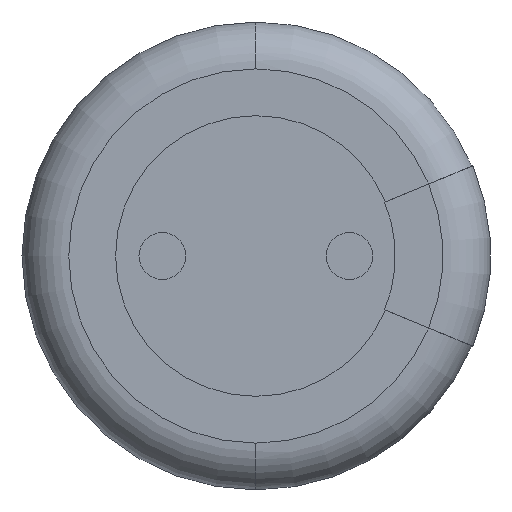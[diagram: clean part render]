
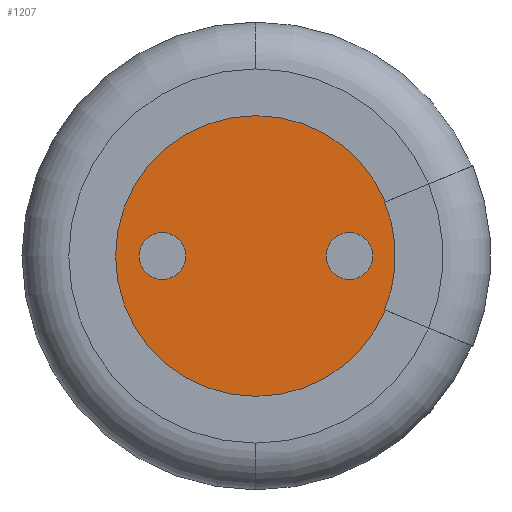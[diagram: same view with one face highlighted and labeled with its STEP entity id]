
A CAD part, front view. The second image highlights one B-rep face of the part: STEP entity #1207.
In plain terms, the highlighted planar face has unit normal (0, -1, 0).
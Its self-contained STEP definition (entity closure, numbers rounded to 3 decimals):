
#24 = EDGE_CURVE ( 'NONE', #668, #1079, #1712, .T. ) ;
#55 = DIRECTION ( 'NONE',  ( 0., 0., -1. ) ) ;
#85 = DIRECTION ( 'NONE',  ( 0., 0., -1. ) ) ;
#95 = AXIS2_PLACEMENT_3D ( 'NONE', #261, #1627, #457 ) ;
#100 = ORIENTED_EDGE ( 'NONE', *, *, #1767, .T. ) ;
#115 = CARTESIAN_POINT ( 'NONE',  ( 1.376, 0.3, -0.574 ) ) ;
#122 = CIRCLE ( 'NONE', #1229, 1.5 ) ;
#127 = CARTESIAN_POINT ( 'NONE',  ( -0.001, 0.3, 0.004 ) ) ;
#163 = EDGE_LOOP ( 'NONE', ( #601, #259 ) ) ;
#164 = FACE_OUTER_BOUND ( 'NONE', #2091, .T. ) ;
#200 = ORIENTED_EDGE ( 'NONE', *, *, #1896, .T. ) ;
#214 = LINE ( 'NONE', #127, #2228 ) ;
#220 = VERTEX_POINT ( 'NONE', #115 ) ;
#259 = ORIENTED_EDGE ( 'NONE', *, *, #1422, .F. ) ;
#261 = CARTESIAN_POINT ( 'NONE',  ( -1., 0.3, 0. ) ) ;
#280 = ORIENTED_EDGE ( 'NONE', *, *, #495, .T. ) ;
#282 = AXIS2_PLACEMENT_3D ( 'NONE', #1667, #498, #1861 ) ;
#299 = AXIS2_PLACEMENT_3D ( 'NONE', #417, #1782, #617 ) ;
#303 = CARTESIAN_POINT ( 'NONE',  ( -1., 0.3, 0.25 ) ) ;
#341 = DIRECTION ( 'NONE',  ( -0.924, 0., 0.383 ) ) ;
#417 = CARTESIAN_POINT ( 'NONE',  ( 0., 0.3, 0. ) ) ;
#425 = CARTESIAN_POINT ( 'NONE',  ( -1., 0.3, -0.25 ) ) ;
#445 = DIRECTION ( 'NONE',  ( 0., -1., 0. ) ) ;
#457 = DIRECTION ( 'NONE',  ( 0., 0., -1. ) ) ;
#462 = CIRCLE ( 'NONE', #497, 1.5 ) ;
#495 = EDGE_CURVE ( 'NONE', #1938, #1819, #2287, .T. ) ;
#497 = AXIS2_PLACEMENT_3D ( 'NONE', #2424, #1259, #85 ) ;
#498 = DIRECTION ( 'NONE',  ( 0., -1., 0. ) ) ;
#524 = DIRECTION ( 'NONE',  ( -0.924, 0., -0.383 ) ) ;
#528 = CIRCLE ( 'NONE', #95, 0.25 ) ;
#578 = VERTEX_POINT ( 'NONE', #425 ) ;
#601 = ORIENTED_EDGE ( 'NONE', *, *, #1651, .F. ) ;
#610 = CARTESIAN_POINT ( 'NONE',  ( 0., 0.3, 0. ) ) ;
#612 = CARTESIAN_POINT ( 'NONE',  ( 1., 0.3, 0.25 ) ) ;
#617 = DIRECTION ( 'NONE',  ( 0., 0., -1. ) ) ;
#659 = CIRCLE ( 'NONE', #282, 0.25 ) ;
#668 = VERTEX_POINT ( 'NONE', #612 ) ;
#713 = CARTESIAN_POINT ( 'NONE',  ( 1.376, 0.3, 0.574 ) ) ;
#733 = AXIS2_PLACEMENT_3D ( 'NONE', #1150, #2509, #1347 ) ;
#741 = EDGE_CURVE ( 'NONE', #220, #1355, #2488, .T. ) ;
#785 = VERTEX_POINT ( 'NONE', #1211 ) ;
#793 = AXIS2_PLACEMENT_3D ( 'NONE', #1612, #445, #1808 ) ;
#799 = DIRECTION ( 'NONE',  ( 0., 0., -1. ) ) ;
#828 = DIRECTION ( 'NONE',  ( 0., -1., 0. ) ) ;
#831 = LINE ( 'NONE', #1725, #2324 ) ;
#888 = EDGE_CURVE ( 'NONE', #1079, #668, #659, .T. ) ;
#917 = CARTESIAN_POINT ( 'NONE',  ( 0., 0.3, 1.5 ) ) ;
#943 = ORIENTED_EDGE ( 'NONE', *, *, #2109, .F. ) ;
#1079 = VERTEX_POINT ( 'NONE', #2114 ) ;
#1120 = ORIENTED_EDGE ( 'NONE', *, *, #24, .F. ) ;
#1139 = FACE_BOUND ( 'NONE', #1426, .T. ) ;
#1150 = CARTESIAN_POINT ( 'NONE',  ( -1., 0.3, 0. ) ) ;
#1166 = ORIENTED_EDGE ( 'NONE', *, *, #1413, .T. ) ;
#1200 = FACE_BOUND ( 'NONE', #163, .T. ) ;
#1207 = ADVANCED_FACE ( 'NONE', ( #164, #1200, #1139 ), #1956, .T. ) ;
#1211 = CARTESIAN_POINT ( 'NONE',  ( 1.384, 0.3, -0.578 ) ) ;
#1222 = CARTESIAN_POINT ( 'NONE',  ( 0., 0.3, -1.5 ) ) ;
#1229 = AXIS2_PLACEMENT_3D ( 'NONE', #2395, #1230, #55 ) ;
#1230 = DIRECTION ( 'NONE',  ( 0., -1., 0. ) ) ;
#1259 = DIRECTION ( 'NONE',  ( 0., -1., 0. ) ) ;
#1347 = DIRECTION ( 'NONE',  ( 0., 0., -1. ) ) ;
#1355 = VERTEX_POINT ( 'NONE', #713 ) ;
#1413 = EDGE_CURVE ( 'NONE', #785, #220, #831, .T. ) ;
#1422 = EDGE_CURVE ( 'NONE', #578, #2369, #1628, .T. ) ;
#1426 = EDGE_LOOP ( 'NONE', ( #1120, #2130 ) ) ;
#1433 = CARTESIAN_POINT ( 'NONE',  ( 1.384, 0.3, 0.578 ) ) ;
#1611 = ORIENTED_EDGE ( 'NONE', *, *, #741, .T. ) ;
#1612 = CARTESIAN_POINT ( 'NONE',  ( 1., 0.3, 0. ) ) ;
#1627 = DIRECTION ( 'NONE',  ( 0., -1., 0. ) ) ;
#1628 = CIRCLE ( 'NONE', #733, 0.25 ) ;
#1641 = VERTEX_POINT ( 'NONE', #1222 ) ;
#1651 = EDGE_CURVE ( 'NONE', #2369, #578, #528, .T. ) ;
#1667 = CARTESIAN_POINT ( 'NONE',  ( 1., 0.3, 0. ) ) ;
#1712 = CIRCLE ( 'NONE', #793, 0.25 ) ;
#1725 = CARTESIAN_POINT ( 'NONE',  ( -0.001, 0.3, -0.004 ) ) ;
#1738 = AXIS2_PLACEMENT_3D ( 'NONE', #610, #1967, #799 ) ;
#1767 = EDGE_CURVE ( 'NONE', #1641, #785, #462, .T. ) ;
#1782 = DIRECTION ( 'NONE',  ( 0., -1., 0. ) ) ;
#1808 = DIRECTION ( 'NONE',  ( 0., 0., 1. ) ) ;
#1819 = VERTEX_POINT ( 'NONE', #917 ) ;
#1861 = DIRECTION ( 'NONE',  ( 0., 0., 1. ) ) ;
#1896 = EDGE_CURVE ( 'NONE', #1819, #1641, #122, .T. ) ;
#1938 = VERTEX_POINT ( 'NONE', #1433 ) ;
#1950 = AXIS2_PLACEMENT_3D ( 'NONE', #1993, #828, #2186 ) ;
#1956 = PLANE ( 'NONE',  #1738 ) ;
#1967 = DIRECTION ( 'NONE',  ( 0., -1., 0. ) ) ;
#1993 = CARTESIAN_POINT ( 'NONE',  ( -0.01, 0.3, 0. ) ) ;
#2091 = EDGE_LOOP ( 'NONE', ( #943, #280, #200, #100, #1166, #1611 ) ) ;
#2109 = EDGE_CURVE ( 'NONE', #1938, #1355, #214, .T. ) ;
#2114 = CARTESIAN_POINT ( 'NONE',  ( 1., 0.3, -0.25 ) ) ;
#2130 = ORIENTED_EDGE ( 'NONE', *, *, #888, .F. ) ;
#2186 = DIRECTION ( 'NONE',  ( 0., 0., -1. ) ) ;
#2228 = VECTOR ( 'NONE', #524, 1000. ) ;
#2287 = CIRCLE ( 'NONE', #299, 1.5 ) ;
#2324 = VECTOR ( 'NONE', #341, 1000. ) ;
#2369 = VERTEX_POINT ( 'NONE', #303 ) ;
#2395 = CARTESIAN_POINT ( 'NONE',  ( 0., 0.3, 0. ) ) ;
#2424 = CARTESIAN_POINT ( 'NONE',  ( 0., 0.3, 0. ) ) ;
#2488 = CIRCLE ( 'NONE', #1950, 1.5 ) ;
#2509 = DIRECTION ( 'NONE',  ( 0., -1., 0. ) ) ;
